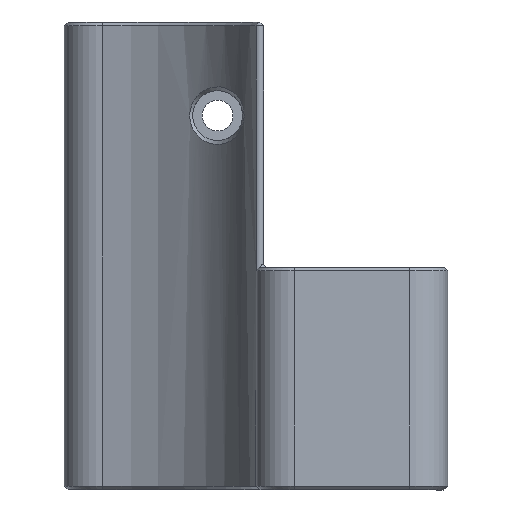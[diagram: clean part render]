
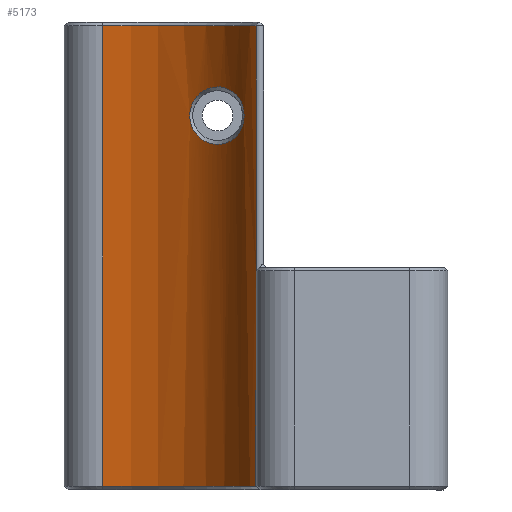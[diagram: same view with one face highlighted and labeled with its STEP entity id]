
A CAD part, left-side view. The second image highlights one B-rep face of the part: STEP entity #5173.
In plain terms, the highlighted cylindrical face has radius 23.735 mm (diameter 47.47 mm), a partial arc.
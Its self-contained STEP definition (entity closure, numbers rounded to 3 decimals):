
#18=CYLINDRICAL_SURFACE('',#5522,23.735);
#52=FACE_BOUND('',#649,.T.);
#69=B_SPLINE_CURVE_WITH_KNOTS('',3,(#7740,#7741,#7742,#7743,#7744,#7745,
#7746,#7747,#7748,#7749,#7750,#7751,#7752,#7753,#7754,#7755,#7756,#7757,
#7758,#7759,#7760,#7761,#7762,#7763,#7764,#7765,#7766,#7767,#7768,#7769,
#7770,#7771,#7772,#7773),.UNSPECIFIED.,.T.,.F.,(4,2,2,1,1,1,1,1,1,1,1,1,
1,1,1,1,1,1,1,1,1,1,1,1,1,1,1,2,4),(-2.685,-2.618,
-2.551,-2.474,-2.396,-2.241,
-2.085,-2.008,-1.93,-1.891,
-1.775,-1.62,-1.542,-1.464,
-1.387,-1.309,-1.231,-1.154,
-0.998,-0.843,-0.766,-0.688,
-0.61,-0.533,-0.377,-0.3,
-0.222,-0.067,0.),.UNSPECIFIED.);
#103=CIRCLE('',#5459,23.735);
#117=CIRCLE('',#5523,23.735);
#326=FACE_OUTER_BOUND('',#648,.T.);
#648=EDGE_LOOP('',(#3604,#3605,#3606,#3607,#3608));
#649=EDGE_LOOP('',(#3609));
#1074=LINE('',#7715,#1685);
#1075=LINE('',#7735,#1686);
#1076=LINE('',#7738,#1687);
#1685=VECTOR('',#6176,10.);
#1686=VECTOR('',#6181,10.);
#1687=VECTOR('',#6184,10.);
#2161=VERTEX_POINT('',#7404);
#2162=VERTEX_POINT('',#7409);
#2257=VERTEX_POINT('',#7714);
#2260=VERTEX_POINT('',#7734);
#2261=VERTEX_POINT('',#7736);
#2262=VERTEX_POINT('',#7739);
#2615=EDGE_CURVE('',#2161,#2162,#103,.T.);
#2763=EDGE_CURVE('',#2162,#2257,#1074,.T.);
#2767=EDGE_CURVE('',#2260,#2161,#1075,.T.);
#2768=EDGE_CURVE('',#2261,#2260,#117,.T.);
#2769=EDGE_CURVE('',#2257,#2261,#1076,.T.);
#2770=EDGE_CURVE('',#2262,#2262,#69,.T.);
#3604=ORIENTED_EDGE('',*,*,#2615,.F.);
#3605=ORIENTED_EDGE('',*,*,#2767,.F.);
#3606=ORIENTED_EDGE('',*,*,#2768,.F.);
#3607=ORIENTED_EDGE('',*,*,#2769,.F.);
#3608=ORIENTED_EDGE('',*,*,#2763,.F.);
#3609=ORIENTED_EDGE('',*,*,#2770,.F.);
#5173=ADVANCED_FACE('',(#326,#52),#18,.F.);
#5459=AXIS2_PLACEMENT_3D('',#7410,#5920,#5921);
#5522=AXIS2_PLACEMENT_3D('',#7733,#6179,#6180);
#5523=AXIS2_PLACEMENT_3D('',#7737,#6182,#6183);
#5920=DIRECTION('center_axis',(0.,0.,
-1.));
#5921=DIRECTION('ref_axis',(0.125,-0.992,0.));
#6176=DIRECTION('',(0.,0.,-1.));
#6179=DIRECTION('center_axis',(0.,0.,
-1.));
#6180=DIRECTION('ref_axis',(0.125,-0.992,0.));
#6181=DIRECTION('',(0.,0.,1.));
#6182=DIRECTION('center_axis',(0.,0.,
1.));
#6183=DIRECTION('ref_axis',(0.125,-0.992,0.));
#6184=DIRECTION('',(0.,0.,-1.));
#7404=CARTESIAN_POINT('',(-22.5,21.657,56.291));
#7409=CARTESIAN_POINT('',(-43.,1.657,56.291));
#7410=CARTESIAN_POINT('Origin',(-45.968,25.206,56.291));
#7714=CARTESIAN_POINT('',(-43.,1.657,24.391));
#7715=CARTESIAN_POINT('',(-43.,1.657,37.291));
#7733=CARTESIAN_POINT('Origin',(-45.968,25.206,47.291));
#7734=CARTESIAN_POINT('',(-22.5,21.657,-3.709));
#7735=CARTESIAN_POINT('',(-22.5,21.657,45.791));
#7736=CARTESIAN_POINT('',(-43.,1.657,-3.709));
#7737=CARTESIAN_POINT('Origin',(-45.968,25.206,-3.709));
#7738=CARTESIAN_POINT('',(-43.,1.657,37.291));
#7739=CARTESIAN_POINT('',(-37.04,3.214,44.591));
#7740=CARTESIAN_POINT('Ctrl Pts',(-37.04,3.214,44.591));
#7741=CARTESIAN_POINT('Ctrl Pts',(-37.04,3.214,44.9));
#7742=CARTESIAN_POINT('Ctrl Pts',(-36.966,3.244,45.182));
#7743=CARTESIAN_POINT('Ctrl Pts',(-36.745,3.335,45.675));
#7744=CARTESIAN_POINT('Ctrl Pts',(-36.598,3.398,45.891));
#7745=CARTESIAN_POINT('Ctrl Pts',(-36.247,3.552,46.311));
#7746=CARTESIAN_POINT('Ctrl Pts',(-35.815,3.748,46.708));
#7747=CARTESIAN_POINT('Ctrl Pts',(-34.957,4.169,47.294));
#7748=CARTESIAN_POINT('Ctrl Pts',(-33.794,4.808,47.853));
#7749=CARTESIAN_POINT('Ctrl Pts',(-32.585,5.588,48.202));
#7750=CARTESIAN_POINT('Ctrl Pts',(-31.658,6.264,48.331));
#7751=CARTESIAN_POINT('Ctrl Pts',(-31.115,6.688,48.349));
#7752=CARTESIAN_POINT('Ctrl Pts',(-30.461,7.229,48.309));
#7753=CARTESIAN_POINT('Ctrl Pts',(-29.574,8.018,48.129));
#7754=CARTESIAN_POINT('Ctrl Pts',(-28.687,8.922,47.591));
#7755=CARTESIAN_POINT('Ctrl Pts',(-28.083,9.598,46.839));
#7756=CARTESIAN_POINT('Ctrl Pts',(-27.706,10.043,46.061));
#7757=CARTESIAN_POINT('Ctrl Pts',(-27.502,10.294,45.13));
#7758=CARTESIAN_POINT('Ctrl Pts',(-27.489,10.31,44.186));
#7759=CARTESIAN_POINT('Ctrl Pts',(-27.666,10.091,43.245));
#7760=CARTESIAN_POINT('Ctrl Pts',(-28.14,9.527,42.178));
#7761=CARTESIAN_POINT('Ctrl Pts',(-28.964,8.618,41.34));
#7762=CARTESIAN_POINT('Ctrl Pts',(-30.035,7.595,40.928));
#7763=CARTESIAN_POINT('Ctrl Pts',(-30.921,6.844,40.833));
#7764=CARTESIAN_POINT('Ctrl Pts',(-31.562,6.337,40.843));
#7765=CARTESIAN_POINT('Ctrl Pts',(-32.254,5.827,40.93));
#7766=CARTESIAN_POINT('Ctrl Pts',(-33.203,5.181,41.145));
#7767=CARTESIAN_POINT('Ctrl Pts',(-34.169,4.599,41.5));
#7768=CARTESIAN_POINT('Ctrl Pts',(-35.081,4.111,41.98));
#7769=CARTESIAN_POINT('Ctrl Pts',(-35.936,3.685,42.549));
#7770=CARTESIAN_POINT('Ctrl Pts',(-36.598,3.396,43.182));
#7771=CARTESIAN_POINT('Ctrl Pts',(-36.966,3.244,44.));
#7772=CARTESIAN_POINT('Ctrl Pts',(-37.04,3.214,44.282));
#7773=CARTESIAN_POINT('Ctrl Pts',(-37.04,3.214,44.591));
